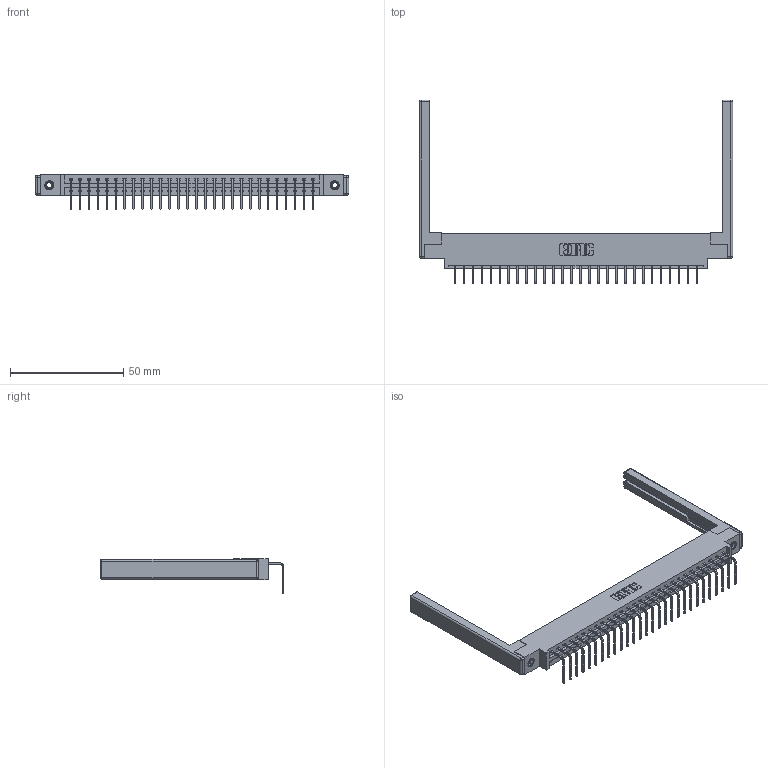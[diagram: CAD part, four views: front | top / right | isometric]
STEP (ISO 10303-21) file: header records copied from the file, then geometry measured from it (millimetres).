
FILE_DESCRIPTION (( 'STEP AP203' ), '1' );
FILE_NAME ('387-028-558-668.STEP', '2019-10-07T19:15:09', ( '' ), ( '' ), 'SwSTEP 2.0', 'SolidWorks 2016', '' );
FILE_SCHEMA (( 'CONFIG_CONTROL_DESIGN' ));
Length unit declared in the file: inch
Products named in the file (5): 387-028-558-668; 345-292-001_558 Tail - 2; 337 Part_0.170 Offset - 0.156 Dia-TI; 345-250-001_345-250-001-102; 307-220-068
Assembly tree (33 placements, depth 2):
  387-028-558-668
    337 Part_0.170 Offset - 0.156 Dia-TI
    345-292-001_558 Tail - 2  x28
    345-250-001_345-250-001-102  x2
    307-220-068  x2
Bounding box: 138.38 x 81.22 x 15.37 mm (x, y, z)
Volume: 18574 mm3; surface area: 19340.3 mm2
Topology: 33 solids, 33 shells, 2064 faces, 6145 edges, 4038 vertices
Faces by surface type: plane 1506, cylinder 534, cone 12, sphere 8, torus 4
Entity records: 25600 total; most frequent: CARTESIAN_POINT 4415, ORIENTED_EDGE 4368, DIRECTION 3818, EDGE_CURVE 2184, LINE 2006, VECTOR 2006, VERTEX_POINT 1446, AXIS2_PLACEMENT_3D 906
